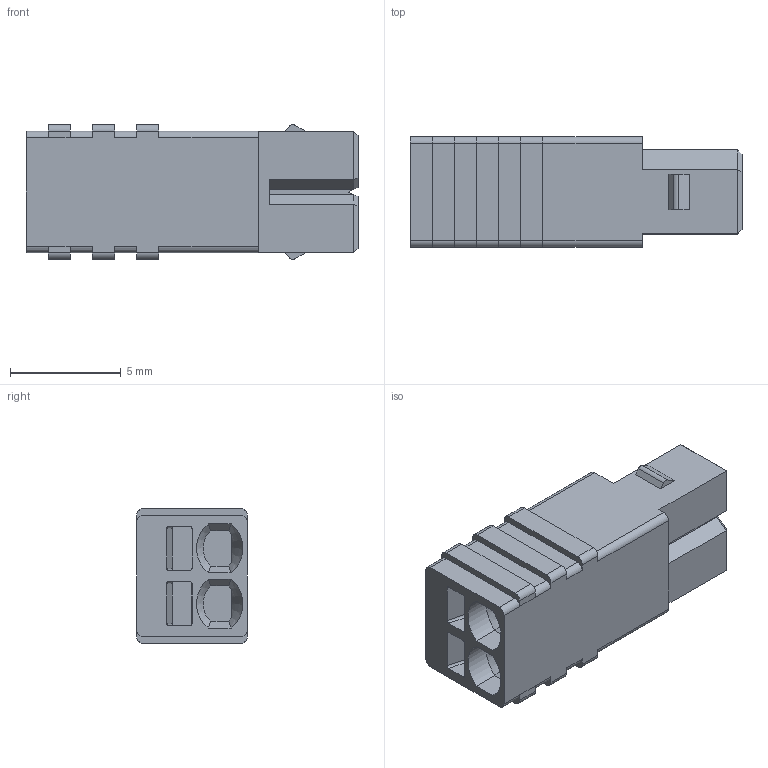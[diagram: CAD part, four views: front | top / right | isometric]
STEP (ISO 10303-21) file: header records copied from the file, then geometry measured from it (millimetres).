
FILE_DESCRIPTION(('SolidDesigner STEP Export'),'2;1');
FILE_NAME('ptsm_0.5-2-p-2.5.stp','2013-02-06T 9:39:02',(''),(''),'Creo Elements/Direct Modeling STEP processor for AP214 (Solid Model)','Creo Elements/Direct Modeling 18.1 06-May-2012 (C) Parametric Technology GmbH','');
FILE_SCHEMA(('AUTOMOTIVE_DESIGN { 1 0 10303 214 1 1 1 1 }'));
Length unit declared in the file: millimetre
Products named in the file (2): ptsm_0.5-2-p-2.5
Assembly tree (1 placements, depth 2):
  ptsm_0.5-2-p-2.5
    ptsm_0.5-2-p-2.5
Bounding box: 15 x 5 x 6.1 mm (x, y, z)
Volume: 361.6 mm3; surface area: 421.6 mm2
Topology: 1 solids, 1 shells, 177 faces, 451 edges, 284 vertices
Faces by surface type: plane 109, cylinder 56, cone 12
Entity records: 6873 total; most frequent: CARTESIAN_POINT 1141, ORIENTED_EDGE 902, DIRECTION 879, EDGE_CURVE 451, VECTOR 311, LINE 311, AXIS2_PLACEMENT_3D 284, VERTEX_POINT 284
